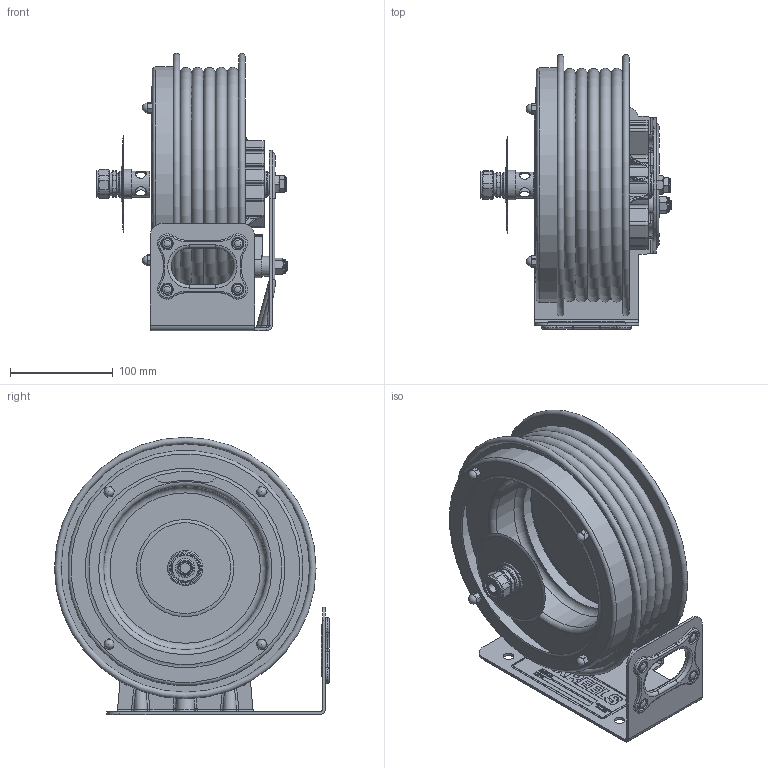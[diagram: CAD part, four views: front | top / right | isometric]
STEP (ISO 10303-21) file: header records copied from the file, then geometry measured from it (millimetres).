
FILE_DESCRIPTION(/* description */ (''),/* implementation_level */ '2;1');
FILE_NAME(/* name */ 'PC10-3012-X_SHARED.stp',/* time_stamp */ '2020-03-10T09:45:52-07:00',/* author */ ('NMelton'),/* organization */ (''),/* preprocessor_version */ 'ST-DEVELOPER v17',/* originating_system */ 'Autodesk Inventor 2019',/* authorisation */ '');
FILE_SCHEMA (('AUTOMOTIVE_DESIGN { 1 0 10303 214 3 1 1 }'));
Products named in the file (1): PC10-3012-X_SHARED
Bounding box: 185.26 x 267.1 x 269.36 mm (x, y, z)
Surface area: 550619.3 mm2 (no closed solid volume)
Topology: 0 solids, 79 shells, 3201 faces, 10928 edges, 7613 vertices
Faces by surface type: plane 1756, bspline 912, cylinder 352, torus 149, cone 24, sphere 8
Full cylindrical faces by diameter (mm): 7.925 x1, 9.525 x1, 10.16 x5, 10.317 x4, 10.668 x5, 12.255 x1, 12.446 x1, 12.509 x1, 13.843 x1, 15.875 x1, 18.745 x1, 19.05 x2, 19.736 x1, 20.625 x1, 22.085 x1, 22.225 x1, 23.812 x1, 25.4 x2, 25.908 x1, 26.568 x1, 28.702 x1, 34.112 x1, 158.75 x2, 203.2 x1, 228.6 x1
Entity records: 144872 total; most frequent: CARTESIAN_POINT 55025, ORIENTED_EDGE 18524, DIRECTION 14261, EDGE_CURVE 10910, VERTEX_POINT 7613, LINE 6789, VECTOR 6789, AXIS2_PLACEMENT_3D 3736
